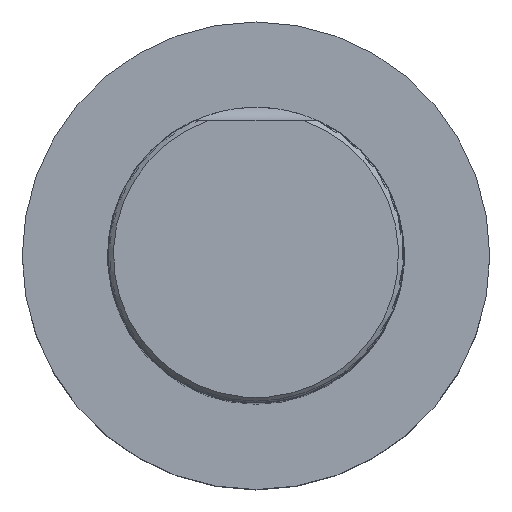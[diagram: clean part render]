
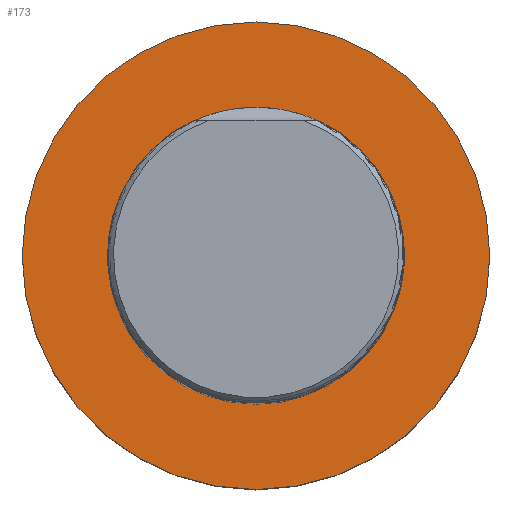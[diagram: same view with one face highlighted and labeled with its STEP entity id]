
A CAD part, top view. The second image highlights one B-rep face of the part: STEP entity #173.
In plain terms, the highlighted planar face has unit normal (0, 0, 1).
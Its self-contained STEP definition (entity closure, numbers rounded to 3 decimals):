
#145=PLANE('',#432);
#173=ADVANCED_FACE('',(#206,#207),#145,.T.);
#206=FACE_BOUND('',#236,.T.);
#207=FACE_BOUND('',#237,.T.);
#236=EDGE_LOOP('',(#273));
#237=EDGE_LOOP('',(#274));
#273=ORIENTED_EDGE('',*,*,#367,.T.);
#274=ORIENTED_EDGE('',*,*,#368,.T.);
#338=VERTEX_POINT('',#579);
#339=VERTEX_POINT('',#581);
#367=EDGE_CURVE('',#338,#338,#402,.T.);
#368=EDGE_CURVE('',#339,#339,#403,.T.);
#402=CIRCLE('',#430,40.);
#403=CIRCLE('',#431,25.396);
#430=AXIS2_PLACEMENT_3D('',#578,#489,#490);
#431=AXIS2_PLACEMENT_3D('',#580,#491,#492);
#432=AXIS2_PLACEMENT_3D('',#582,#493,#494);
#489=DIRECTION('',(0.,0.,1.));
#490=DIRECTION('',(0.,1.,0.));
#491=DIRECTION('',(0.,0.,-1.));
#492=DIRECTION('',(0.,-1.,0.));
#493=DIRECTION('',(0.,0.,1.));
#494=DIRECTION('',(0.,-1.,0.));
#578=CARTESIAN_POINT('',(0.,0.,0.));
#579=CARTESIAN_POINT('',(0.,40.,0.));
#580=CARTESIAN_POINT('',(0.,0.,0.));
#581=CARTESIAN_POINT('',(0.,-25.396,0.));
#582=CARTESIAN_POINT('',(0.,0.,0.));
